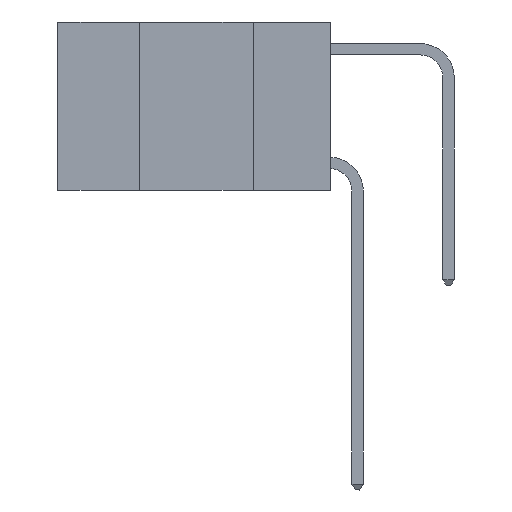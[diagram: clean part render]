
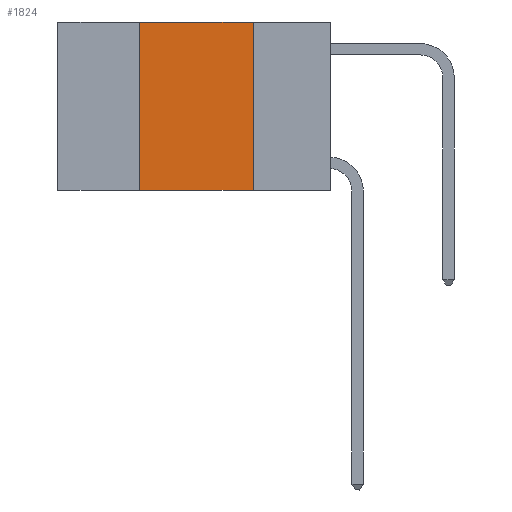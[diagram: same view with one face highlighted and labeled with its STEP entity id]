
A CAD part, left-side view. The second image highlights one B-rep face of the part: STEP entity #1824.
In plain terms, the highlighted planar face has unit normal (-1, 0, 0).
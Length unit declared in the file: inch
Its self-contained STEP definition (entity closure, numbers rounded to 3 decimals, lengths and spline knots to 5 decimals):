
#510 = CARTESIAN_POINT ( 'NONE',  ( 0., 0.17, 0. ) ) ;
#1059 = LINE ( 'NONE', #2146, #3904 ) ;
#1153 = VECTOR ( 'NONE', #1617, 39.37008 ) ;
#1159 = CARTESIAN_POINT ( 'NONE',  ( 0., 0.6, 0. ) ) ;
#1617 = DIRECTION ( 'NONE',  ( 0., 0., -1. ) ) ;
#1824 = ADVANCED_FACE ( 'NONE', ( #8034 ), #4870, .F. ) ;
#1990 = VERTEX_POINT ( 'NONE', #6630 ) ;
#2146 = CARTESIAN_POINT ( 'NONE',  ( 0., 0.6, 0. ) ) ;
#2294 = ORIENTED_EDGE ( 'NONE', *, *, #4546, .F. ) ;
#2774 = ORIENTED_EDGE ( 'NONE', *, *, #2917, .F. ) ;
#2782 = DIRECTION ( 'NONE',  ( 0., 0., -1. ) ) ;
#2917 = EDGE_CURVE ( 'NONE', #11944, #7500, #1059, .T. ) ;
#3044 = CARTESIAN_POINT ( 'NONE',  ( 0., 0.6, -0.37 ) ) ;
#3233 = ORIENTED_EDGE ( 'NONE', *, *, #10772, .F. ) ;
#3468 = EDGE_LOOP ( 'NONE', ( #2294, #2774, #3233, #3552 ) ) ;
#3552 = ORIENTED_EDGE ( 'NONE', *, *, #10940, .T. ) ;
#3901 = AXIS2_PLACEMENT_3D ( 'NONE', #1159, #7332, #2782 ) ;
#3904 = VECTOR ( 'NONE', #8880, 39.37008 ) ;
#4098 = DIRECTION ( 'NONE',  ( 0., -1., 0. ) ) ;
#4292 = VERTEX_POINT ( 'NONE', #9994 ) ;
#4546 = EDGE_CURVE ( 'NONE', #7500, #4292, #11032, .T. ) ;
#4829 = LINE ( 'NONE', #10389, #9730 ) ;
#4870 = PLANE ( 'NONE',  #3901 ) ;
#5196 = CARTESIAN_POINT ( 'NONE',  ( 0., 0.42, 0. ) ) ;
#5561 = VECTOR ( 'NONE', #4098, 39.37008 ) ;
#6630 = CARTESIAN_POINT ( 'NONE',  ( 0., 0.42, -0.37 ) ) ;
#7332 = DIRECTION ( 'NONE',  ( 1., 0., 0. ) ) ;
#7500 = VERTEX_POINT ( 'NONE', #510 ) ;
#8024 = LINE ( 'NONE', #3044, #5561 ) ;
#8034 = FACE_OUTER_BOUND ( 'NONE', #3468, .T. ) ;
#8441 = CARTESIAN_POINT ( 'NONE',  ( 0., 0.17, 0. ) ) ;
#8880 = DIRECTION ( 'NONE',  ( 0., -1., 0. ) ) ;
#9730 = VECTOR ( 'NONE', #11247, 39.37008 ) ;
#9994 = CARTESIAN_POINT ( 'NONE',  ( 0., 0.17, -0.37 ) ) ;
#10389 = CARTESIAN_POINT ( 'NONE',  ( 0., 0.42, 0. ) ) ;
#10772 = EDGE_CURVE ( 'NONE', #1990, #11944, #4829, .T. ) ;
#10940 = EDGE_CURVE ( 'NONE', #1990, #4292, #8024, .T. ) ;
#11032 = LINE ( 'NONE', #8441, #1153 ) ;
#11247 = DIRECTION ( 'NONE',  ( 0., 0., 1. ) ) ;
#11944 = VERTEX_POINT ( 'NONE', #5196 ) ;
